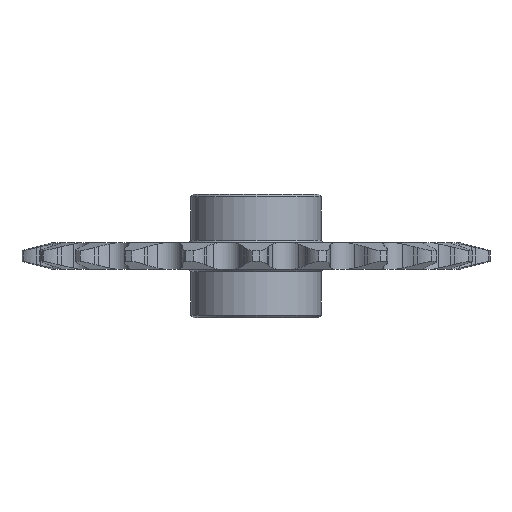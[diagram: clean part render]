
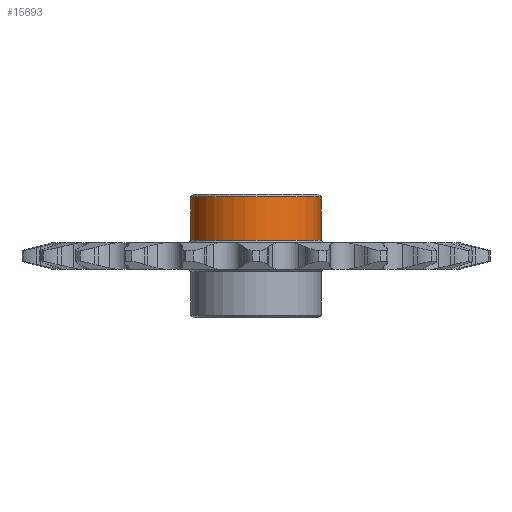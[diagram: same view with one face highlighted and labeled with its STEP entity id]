
A CAD part, front view. The second image highlights one B-rep face of the part: STEP entity #15693.
In plain terms, the highlighted cylindrical face has radius 6.668 mm (diameter 13.335 mm), a partial arc.
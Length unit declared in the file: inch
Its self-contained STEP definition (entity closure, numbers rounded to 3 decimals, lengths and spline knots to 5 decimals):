
#510 = ORIENTED_EDGE ( 'NONE', *, *, #15821, .T. ) ;
#784 = DIRECTION ( 'NONE',  ( 0., 0., 1. ) ) ;
#1258 = CARTESIAN_POINT ( 'NONE',  ( -0.2625, 0., 0.2475 ) ) ;
#1370 = VECTOR ( 'NONE', #7175, 39.37008 ) ;
#2182 = EDGE_CURVE ( 'NONE', #6513, #9972, #5101, .T. ) ;
#3262 = ORIENTED_EDGE ( 'NONE', *, *, #11433, .T. ) ;
#3797 = AXIS2_PLACEMENT_3D ( 'NONE', #5696, #5497, #4052 ) ;
#4052 = DIRECTION ( 'NONE',  ( -1., 0., 0. ) ) ;
#4288 = ORIENTED_EDGE ( 'NONE', *, *, #2182, .F. ) ;
#4301 = EDGE_CURVE ( 'NONE', #9623, #9972, #10599, .T. ) ;
#5001 = CARTESIAN_POINT ( 'NONE',  ( 0.2625, 0., 0.2475 ) ) ;
#5101 = LINE ( 'NONE', #5001, #16470 ) ;
#5497 = DIRECTION ( 'NONE',  ( 0., 0., -1. ) ) ;
#5696 = CARTESIAN_POINT ( 'NONE',  ( 0., 0., 0.2475 ) ) ;
#6513 = VERTEX_POINT ( 'NONE', #17998 ) ;
#7175 = DIRECTION ( 'NONE',  ( 0., 0., -1. ) ) ;
#7630 = ORIENTED_EDGE ( 'NONE', *, *, #4301, .T. ) ;
#7777 = VERTEX_POINT ( 'NONE', #18298 ) ;
#7855 = CARTESIAN_POINT ( 'NONE',  ( 0., 0., 0.0625 ) ) ;
#8643 = LINE ( 'NONE', #1258, #1370 ) ;
#8775 = CIRCLE ( 'NONE', #10308, 0.2625 ) ;
#9170 = DIRECTION ( 'NONE',  ( 1., 0., 0. ) ) ;
#9623 = VERTEX_POINT ( 'NONE', #16864 ) ;
#9972 = VERTEX_POINT ( 'NONE', #18140 ) ;
#10308 = AXIS2_PLACEMENT_3D ( 'NONE', #19150, #19061, #9170 ) ;
#10599 = CIRCLE ( 'NONE', #14023, 0.2625 ) ;
#10938 = DIRECTION ( 'NONE',  ( 0., 0., -1. ) ) ;
#10970 = DIRECTION ( 'NONE',  ( 1., 0., 0. ) ) ;
#11349 = FACE_OUTER_BOUND ( 'NONE', #13640, .T. ) ;
#11433 = EDGE_CURVE ( 'NONE', #7777, #9623, #8643, .T. ) ;
#13640 = EDGE_LOOP ( 'NONE', ( #4288, #510, #3262, #7630 ) ) ;
#14023 = AXIS2_PLACEMENT_3D ( 'NONE', #7855, #784, #10970 ) ;
#15693 = ADVANCED_FACE ( 'NONE', ( #11349 ), #18690, .T. ) ;
#15821 = EDGE_CURVE ( 'NONE', #6513, #7777, #8775, .T. ) ;
#16470 = VECTOR ( 'NONE', #10938, 39.37008 ) ;
#16864 = CARTESIAN_POINT ( 'NONE',  ( -0.2625, 0., 0.0625 ) ) ;
#17998 = CARTESIAN_POINT ( 'NONE',  ( 0.2625, 0., 0.2375 ) ) ;
#18140 = CARTESIAN_POINT ( 'NONE',  ( 0.2625, 0., 0.0625 ) ) ;
#18298 = CARTESIAN_POINT ( 'NONE',  ( -0.2625, 0., 0.2375 ) ) ;
#18690 = CYLINDRICAL_SURFACE ( 'NONE', #3797, 0.2625 ) ;
#19061 = DIRECTION ( 'NONE',  ( 0., 0., -1. ) ) ;
#19150 = CARTESIAN_POINT ( 'NONE',  ( 0., 0., 0.2375 ) ) ;
